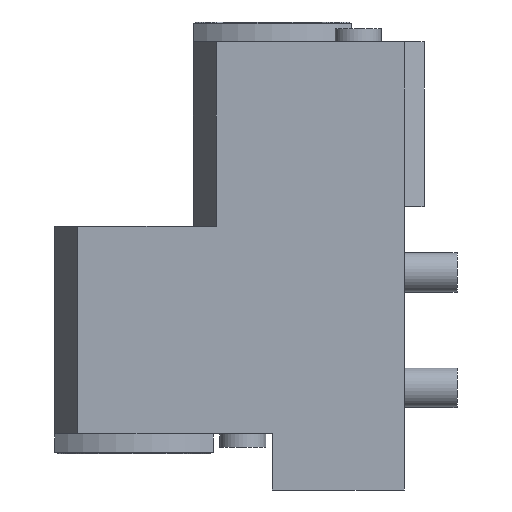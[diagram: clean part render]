
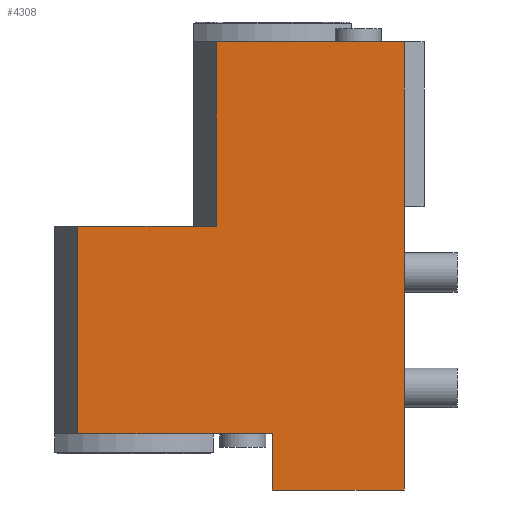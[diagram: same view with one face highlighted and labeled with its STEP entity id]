
A CAD part, front view. The second image highlights one B-rep face of the part: STEP entity #4308.
In plain terms, the highlighted planar face has unit normal (0, -1, 0).
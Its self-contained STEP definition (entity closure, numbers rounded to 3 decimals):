
#18=DIRECTION('',(1.,0.,0.));
#19=VECTOR('',#18,59.072);
#20=CARTESIAN_POINT('',(-99.072,-50.,-69.));
#21=LINE('',#20,#19);
#737=DIRECTION('',(-1.,0.,0.));
#738=VECTOR('',#737,42.);
#739=CARTESIAN_POINT('',(-57.072,-50.,-6.));
#740=LINE('',#739,#738);
#794=DIRECTION('',(1.,0.,0.));
#795=VECTOR('',#794,57.072);
#796=CARTESIAN_POINT('',(-57.072,-50.,50.));
#797=LINE('',#796,#795);
#1399=DIRECTION('',(0.,0.,-1.));
#1400=VECTOR('',#1399,56.);
#1401=CARTESIAN_POINT('',(-57.072,-50.,50.));
#1402=LINE('',#1401,#1400);
#1403=DIRECTION('',(0.,0.,-1.));
#1404=VECTOR('',#1403,50.);
#1405=CARTESIAN_POINT('',(0.,-50.,50.));
#1406=LINE('',#1405,#1404);
#1407=DIRECTION('',(0.,0.,-1.));
#1408=VECTOR('',#1407,86.);
#1409=CARTESIAN_POINT('',(0.,-50.,0.));
#1410=LINE('',#1409,#1408);
#1411=DIRECTION('',(0.,0.,1.));
#1412=VECTOR('',#1411,63.);
#1413=CARTESIAN_POINT('',(-99.072,-50.,-69.));
#1414=LINE('',#1413,#1412);
#1512=DIRECTION('',(-1.,0.,0.));
#1513=VECTOR('',#1512,40.);
#1514=CARTESIAN_POINT('',(0.,-50.,-86.));
#1515=LINE('',#1514,#1513);
#1545=DIRECTION('',(0.,0.,-1.));
#1546=VECTOR('',#1545,17.);
#1547=CARTESIAN_POINT('',(-40.,-50.,-69.));
#1548=LINE('',#1547,#1546);
#1859=CARTESIAN_POINT('',(0.,-50.,0.));
#1861=VERTEX_POINT('',#1859);
#1872=CARTESIAN_POINT('',(-99.072,-50.,-69.));
#1874=VERTEX_POINT('',#1872);
#1877=CARTESIAN_POINT('',(-99.072,-50.,-6.));
#1878=VERTEX_POINT('',#1877);
#1883=CARTESIAN_POINT('',(-57.072,-50.,50.));
#1884=VERTEX_POINT('',#1883);
#1885=CARTESIAN_POINT('',(-57.072,-50.,-6.));
#1886=VERTEX_POINT('',#1885);
#1911=CARTESIAN_POINT('',(0.,-50.,-86.));
#1912=CARTESIAN_POINT('',(-40.,-50.,-86.));
#1913=VERTEX_POINT('',#1911);
#1914=VERTEX_POINT('',#1912);
#1919=CARTESIAN_POINT('',(-40.,-50.,-69.));
#1921=VERTEX_POINT('',#1919);
#1923=CARTESIAN_POINT('',(0.,-50.,50.));
#1924=VERTEX_POINT('',#1923);
#4287=CARTESIAN_POINT('',(-99.072,-50.,-69.));
#4288=DIRECTION('',(0.,-1.,0.));
#4289=DIRECTION('',(1.,0.,0.));
#4290=AXIS2_PLACEMENT_3D('',#4287,#4288,#4289);
#4291=PLANE('',#4290);
#4292=ORIENTED_EDGE('',*,*,#4281,.F.);
#4293=ORIENTED_EDGE('',*,*,#3408,.T.);
#4295=ORIENTED_EDGE('',*,*,#4294,.T.);
#4297=ORIENTED_EDGE('',*,*,#4296,.T.);
#4299=ORIENTED_EDGE('',*,*,#4298,.T.);
#4301=ORIENTED_EDGE('',*,*,#4300,.F.);
#4302=ORIENTED_EDGE('',*,*,#2394,.F.);
#4304=ORIENTED_EDGE('',*,*,#4303,.T.);
#4305=ORIENTED_EDGE('',*,*,#3343,.F.);
#4306=EDGE_LOOP('',(#4292,#4293,#4295,#4297,#4299,#4301,#4302,#4304,#4305));
#4307=FACE_OUTER_BOUND('',#4306,.F.);
#4308=ADVANCED_FACE('',(#4307),#4291,.T.);
#2394=EDGE_CURVE('',#1874,#1921,#21,.T.);
#3343=EDGE_CURVE('',#1886,#1878,#740,.T.);
#3408=EDGE_CURVE('',#1884,#1924,#797,.T.);
#4281=EDGE_CURVE('',#1884,#1886,#1402,.T.);
#4294=EDGE_CURVE('',#1924,#1861,#1406,.T.);
#4296=EDGE_CURVE('',#1861,#1913,#1410,.T.);
#4298=EDGE_CURVE('',#1913,#1914,#1515,.T.);
#4300=EDGE_CURVE('',#1921,#1914,#1548,.T.);
#4303=EDGE_CURVE('',#1874,#1878,#1414,.T.);
